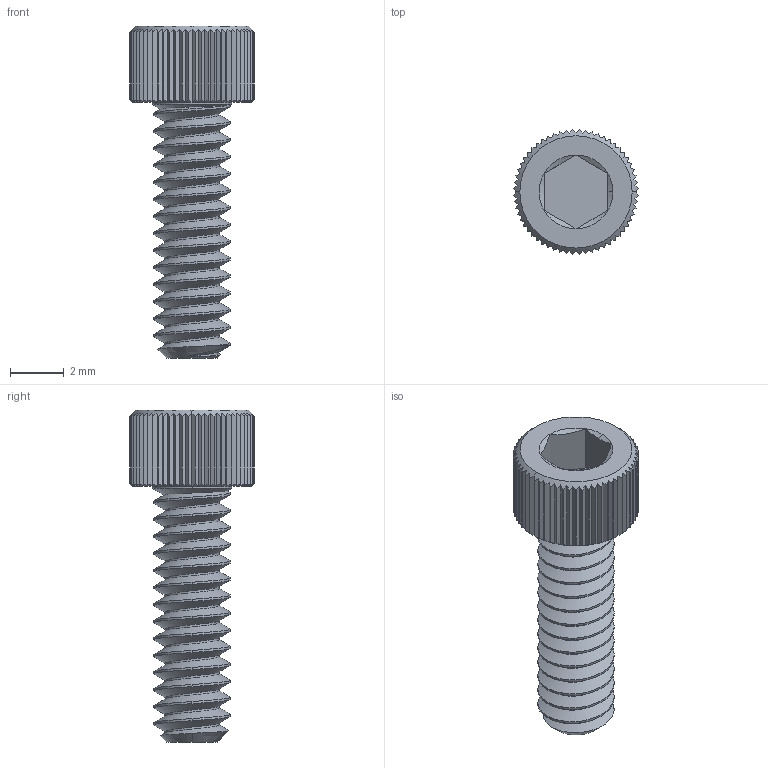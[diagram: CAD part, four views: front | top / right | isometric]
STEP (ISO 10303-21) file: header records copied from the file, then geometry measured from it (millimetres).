
FILE_DESCRIPTION (( 'STEP AP203' ), '1' );
FILE_NAME ('92196A108_18-8 Stainless Steel Socket Head Screw.STEP', '2023-02-03T19:32:08', ( 'Administrator' ), ( 'Managed by Terraform' ), 'SwSTEP 2.0', 'SolidWorks 2017', '' );
FILE_SCHEMA (( 'CONFIG_CONTROL_DESIGN' ));
Length unit declared in the file: inch
Products named in the file (1): 92196A108_18-8 Stainless Steel Socket Head Screw
Bounding box: 4.64 x 4.64 x 12.37 mm (x, y, z)
Volume: 81.3 mm3; surface area: 222.7 mm2
Topology: 1 solids, 1 shells, 298 faces, 744 edges, 450 vertices
Faces by surface type: plane 130, cylinder 92, cone 73, bspline 3
Entity records: 10887 total; most frequent: CARTESIAN_POINT 4303, ORIENTED_EDGE 1488, DIRECTION 1218, EDGE_CURVE 744, AXIS2_PLACEMENT_3D 494, VERTEX_POINT 450, EDGE_LOOP 300, FACE_OUTER_BOUND 298
